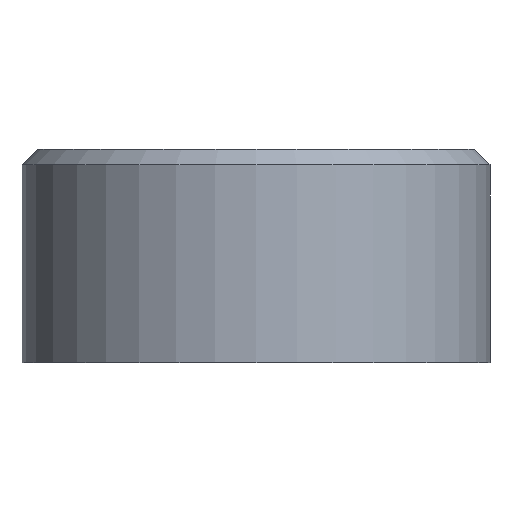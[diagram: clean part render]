
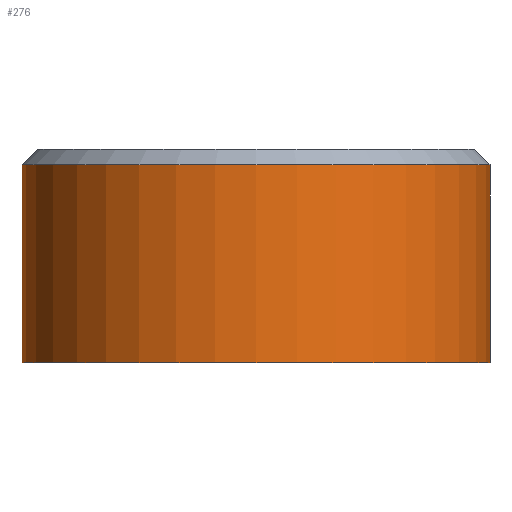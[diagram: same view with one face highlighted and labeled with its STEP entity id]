
A CAD part, front view. The second image highlights one B-rep face of the part: STEP entity #276.
In plain terms, the highlighted cylindrical face has radius 24.15 mm (diameter 48.3 mm), a partial arc.
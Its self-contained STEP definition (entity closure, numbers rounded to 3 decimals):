
#66 = DIRECTION ( 'NONE',  ( 1., 0., 0. ) ) ;
#76 = CARTESIAN_POINT ( 'NONE',  ( -24.15, 0., -22. ) ) ;
#80 = DIRECTION ( 'NONE',  ( 0., 0., 1. ) ) ;
#81 = VECTOR ( 'NONE', #80, 1000. ) ;
#82 = CARTESIAN_POINT ( 'NONE',  ( 24.15, 0., 0. ) ) ;
#83 = LINE ( 'NONE', #82, #81 ) ;
#98 = DIRECTION ( 'NONE',  ( 0., 0., 1. ) ) ;
#99 = VECTOR ( 'NONE', #98, 1000. ) ;
#100 = CARTESIAN_POINT ( 'NONE',  ( -24.15, 0., 0. ) ) ;
#101 = LINE ( 'NONE', #100, #99 ) ;
#117 = FACE_OUTER_BOUND ( 'NONE', #242, .T. ) ;
#118 = DIRECTION ( 'NONE',  ( 0., 0., 1. ) ) ;
#119 = AXIS2_PLACEMENT_3D ( 'NONE', #122, #118, #66 ) ;
#120 = CYLINDRICAL_SURFACE ( 'NONE', #119, 24.15 ) ;
#122 = CARTESIAN_POINT ( 'NONE',  ( 0., 0., 0. ) ) ;
#123 = CARTESIAN_POINT ( 'NONE',  ( 24.15, 0., -22. ) ) ;
#148 = ORIENTED_EDGE ( 'NONE', *, *, #152, .F. ) ;
#150 = ORIENTED_EDGE ( 'NONE', *, *, #244, .T. ) ;
#152 = EDGE_CURVE ( 'NONE', #187, #188, #275, .T. ) ;
#187 = VERTEX_POINT ( 'NONE', #321 ) ;
#188 = VERTEX_POINT ( 'NONE', #333 ) ;
#190 = EDGE_CURVE ( 'NONE', #230, #252, #325, .T. ) ;
#224 = ORIENTED_EDGE ( 'NONE', *, *, #190, .T. ) ;
#230 = VERTEX_POINT ( 'NONE', #76 ) ;
#242 = EDGE_LOOP ( 'NONE', ( #269, #224, #150, #148 ) ) ;
#244 = EDGE_CURVE ( 'NONE', #252, #188, #83, .T. ) ;
#252 = VERTEX_POINT ( 'NONE', #123 ) ;
#260 = EDGE_CURVE ( 'NONE', #230, #187, #101, .T. ) ;
#269 = ORIENTED_EDGE ( 'NONE', *, *, #260, .F. ) ;
#273 = CARTESIAN_POINT ( 'NONE',  ( 0., 0., -1.598 ) ) ;
#274 = AXIS2_PLACEMENT_3D ( 'NONE', #273, #295, #294 ) ;
#275 = CIRCLE ( 'NONE', #274, 24.15 ) ;
#276 = ADVANCED_FACE ( 'NONE', ( #117 ), #120, .T. ) ;
#294 = DIRECTION ( 'NONE',  ( 1., 0., 0. ) ) ;
#295 = DIRECTION ( 'NONE',  ( 0., 0., 1. ) ) ;
#321 = CARTESIAN_POINT ( 'NONE',  ( -24.15, 0., -1.598 ) ) ;
#325 = CIRCLE ( 'NONE', #331, 24.15 ) ;
#328 = DIRECTION ( 'NONE',  ( 1., 0., 0. ) ) ;
#329 = DIRECTION ( 'NONE',  ( 0., 0., 1. ) ) ;
#330 = CARTESIAN_POINT ( 'NONE',  ( 0., 0., -22. ) ) ;
#331 = AXIS2_PLACEMENT_3D ( 'NONE', #330, #329, #328 ) ;
#333 = CARTESIAN_POINT ( 'NONE',  ( 24.15, 0., -1.598 ) ) ;
